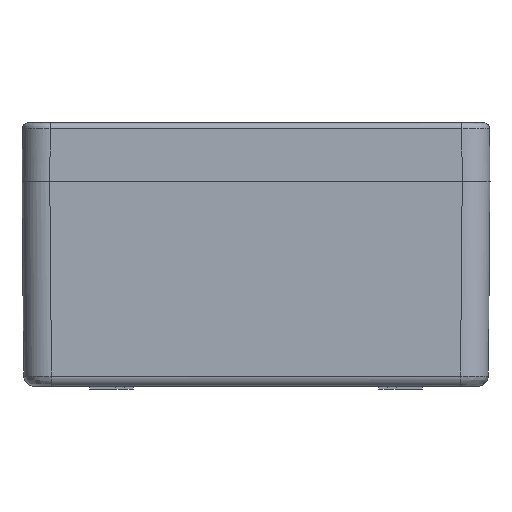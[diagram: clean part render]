
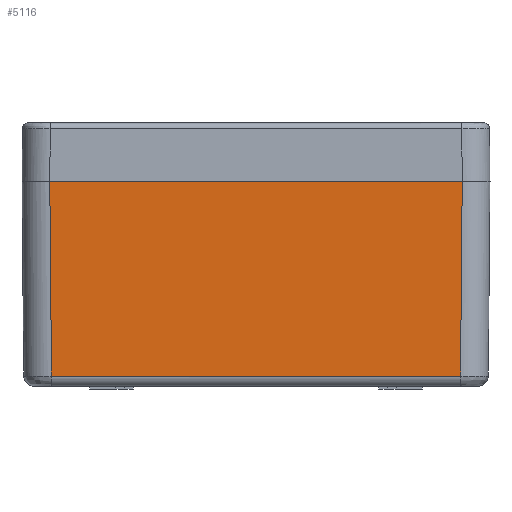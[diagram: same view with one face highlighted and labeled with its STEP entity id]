
A CAD part, left-side view. The second image highlights one B-rep face of the part: STEP entity #5116.
In plain terms, the highlighted planar face has unit normal (-1, 0, -0.009).
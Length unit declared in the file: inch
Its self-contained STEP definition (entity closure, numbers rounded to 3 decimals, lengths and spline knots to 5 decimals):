
#39 = LINE ( 'NONE', #11074, #668 ) ;
#443 = PLANE ( 'NONE',  #4528 ) ;
#481 = CARTESIAN_POINT ( 'NONE',  ( -5.12759, 2.77524, -0.04148 ) ) ;
#516 = CARTESIAN_POINT ( 'NONE',  ( -5.12795, 3.14961, 0. ) ) ;
#546 = EDGE_CURVE ( 'NONE', #12336, #11031, #6062, .T. ) ;
#668 = VECTOR ( 'NONE', #14171, 39.37008 ) ;
#705 = CARTESIAN_POINT ( 'NONE',  ( -5.10509, -2.75275, -2.61931 ) ) ;
#1070 = ORIENTED_EDGE ( 'NONE', *, *, #9334, .F. ) ;
#1404 = LINE ( 'NONE', #5680, #6112 ) ;
#1647 = VERTEX_POINT ( 'NONE', #705 ) ;
#2014 = VECTOR ( 'NONE', #13272, 39.37008 ) ;
#2201 = EDGE_CURVE ( 'NONE', #12461, #11031, #1404, .T. ) ;
#3886 = FACE_OUTER_BOUND ( 'NONE', #10035, .T. ) ;
#3914 = CARTESIAN_POINT ( 'NONE',  ( -5.12795, -2.7756, 0. ) ) ;
#4319 = ORIENTED_EDGE ( 'NONE', *, *, #8106, .F. ) ;
#4528 = AXIS2_PLACEMENT_3D ( 'NONE', #516, #13969, #14110 ) ;
#5106 = DIRECTION ( 'NONE',  ( -0.009, 0.009, 1. ) ) ;
#5116 = ADVANCED_FACE ( 'NONE', ( #3886 ), #443, .T. ) ;
#5680 = CARTESIAN_POINT ( 'NONE',  ( -5.12795, 3.14961, 0. ) ) ;
#6062 = LINE ( 'NONE', #481, #13631 ) ;
#6112 = VECTOR ( 'NONE', #12588, 39.37008 ) ;
#7646 = CARTESIAN_POINT ( 'NONE',  ( -5.10509, 2.75275, -2.61931 ) ) ;
#8106 = EDGE_CURVE ( 'NONE', #1647, #12336, #39, .T. ) ;
#8496 = ORIENTED_EDGE ( 'NONE', *, *, #546, .F. ) ;
#9293 = CARTESIAN_POINT ( 'NONE',  ( -5.12795, 2.7756, 0. ) ) ;
#9334 = EDGE_CURVE ( 'NONE', #12461, #1647, #13204, .T. ) ;
#9879 = ORIENTED_EDGE ( 'NONE', *, *, #2201, .T. ) ;
#10035 = EDGE_LOOP ( 'NONE', ( #8496, #4319, #1070, #9879 ) ) ;
#11031 = VERTEX_POINT ( 'NONE', #9293 ) ;
#11074 = CARTESIAN_POINT ( 'NONE',  ( -5.10509, 1.5748, -2.61931 ) ) ;
#12227 = CARTESIAN_POINT ( 'NONE',  ( -5.12774, -2.77539, -0.02422 ) ) ;
#12336 = VERTEX_POINT ( 'NONE', #7646 ) ;
#12461 = VERTEX_POINT ( 'NONE', #3914 ) ;
#12588 = DIRECTION ( 'NONE',  ( 0., 1., 0. ) ) ;
#13204 = LINE ( 'NONE', #12227, #2014 ) ;
#13272 = DIRECTION ( 'NONE',  ( 0.009, 0.009, -1. ) ) ;
#13631 = VECTOR ( 'NONE', #5106, 39.37008 ) ;
#13969 = DIRECTION ( 'NONE',  ( -1., 0., -0.009 ) ) ;
#14110 = DIRECTION ( 'NONE',  ( -0.009, 0., 1. ) ) ;
#14171 = DIRECTION ( 'NONE',  ( 0., 1., 0. ) ) ;
